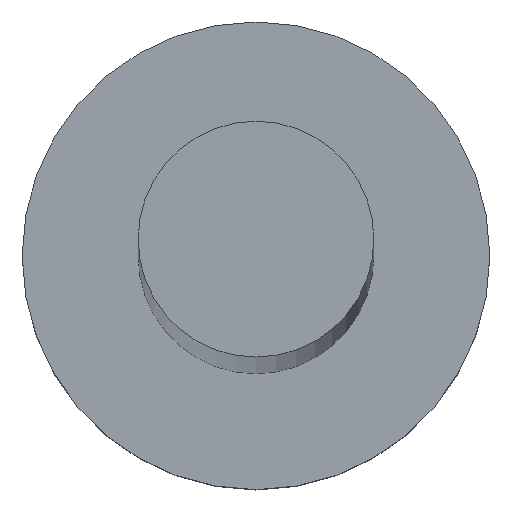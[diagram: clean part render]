
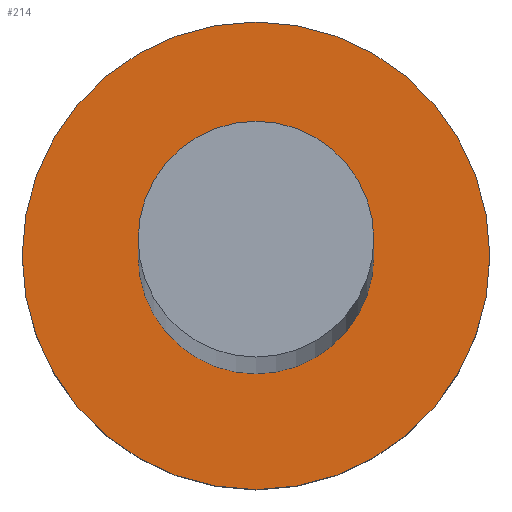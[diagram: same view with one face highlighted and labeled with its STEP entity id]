
A CAD part, top view. The second image highlights one B-rep face of the part: STEP entity #214.
In plain terms, the highlighted planar face has unit normal (0, 0, 1).
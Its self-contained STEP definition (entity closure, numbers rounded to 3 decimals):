
#5 = CARTESIAN_POINT ( 'NONE',  ( 6., 0., 5. ) ) ;
#8 = AXIS2_PLACEMENT_3D ( 'NONE', #102, #225, #10 ) ;
#9 = EDGE_LOOP ( 'NONE', ( #105, #27 ) ) ;
#10 = DIRECTION ( 'NONE',  ( 1., 0., 0. ) ) ;
#12 = EDGE_CURVE ( 'NONE', #204, #117, #61, .T. ) ;
#13 = EDGE_LOOP ( 'NONE', ( #246, #153 ) ) ;
#17 = EDGE_CURVE ( 'NONE', #117, #204, #184, .T. ) ;
#20 = AXIS2_PLACEMENT_3D ( 'NONE', #85, #81, #68 ) ;
#27 = ORIENTED_EDGE ( 'NONE', *, *, #32, .F. ) ;
#32 = EDGE_CURVE ( 'NONE', #84, #82, #210, .T. ) ;
#60 = CARTESIAN_POINT ( 'NONE',  ( 0., 0., 5. ) ) ;
#61 = CIRCLE ( 'NONE', #146, 6. ) ;
#68 = DIRECTION ( 'NONE',  ( 1., 0., 0. ) ) ;
#81 = DIRECTION ( 'NONE',  ( 0., 0., 1. ) ) ;
#82 = VERTEX_POINT ( 'NONE', #249 ) ;
#84 = VERTEX_POINT ( 'NONE', #182 ) ;
#85 = CARTESIAN_POINT ( 'NONE',  ( 0., 0., 5. ) ) ;
#86 = DIRECTION ( 'NONE',  ( 1., 0., 0. ) ) ;
#100 = DIRECTION ( 'NONE',  ( 1., 0., 0. ) ) ;
#102 = CARTESIAN_POINT ( 'NONE',  ( 0., 0., 5. ) ) ;
#105 = ORIENTED_EDGE ( 'NONE', *, *, #152, .F. ) ;
#106 = DIRECTION ( 'NONE',  ( 0., 0., 1. ) ) ;
#117 = VERTEX_POINT ( 'NONE', #206 ) ;
#136 = DIRECTION ( 'NONE',  ( 0., 0., 1. ) ) ;
#137 = FACE_OUTER_BOUND ( 'NONE', #13, .T. ) ;
#142 = DIRECTION ( 'NONE',  ( 1., 0., 0. ) ) ;
#146 = AXIS2_PLACEMENT_3D ( 'NONE', #60, #157, #100 ) ;
#152 = EDGE_CURVE ( 'NONE', #82, #84, #236, .T. ) ;
#153 = ORIENTED_EDGE ( 'NONE', *, *, #12, .T. ) ;
#154 = PLANE ( 'NONE',  #20 ) ;
#157 = DIRECTION ( 'NONE',  ( 0., 0., 1. ) ) ;
#166 = CARTESIAN_POINT ( 'NONE',  ( 0., 0., 5. ) ) ;
#182 = CARTESIAN_POINT ( 'NONE',  ( 3.025, 0., 5. ) ) ;
#184 = CIRCLE ( 'NONE', #234, 6. ) ;
#201 = CARTESIAN_POINT ( 'NONE',  ( 0., 0., 5. ) ) ;
#204 = VERTEX_POINT ( 'NONE', #5 ) ;
#206 = CARTESIAN_POINT ( 'NONE',  ( -6., 0., 5. ) ) ;
#210 = CIRCLE ( 'NONE', #213, 3.025 ) ;
#213 = AXIS2_PLACEMENT_3D ( 'NONE', #166, #106, #142 ) ;
#214 = ADVANCED_FACE ( 'NONE', ( #247, #137 ), #154, .T. ) ;
#225 = DIRECTION ( 'NONE',  ( 0., 0., 1. ) ) ;
#234 = AXIS2_PLACEMENT_3D ( 'NONE', #201, #136, #86 ) ;
#236 = CIRCLE ( 'NONE', #8, 3.025 ) ;
#246 = ORIENTED_EDGE ( 'NONE', *, *, #17, .T. ) ;
#247 = FACE_BOUND ( 'NONE', #9, .T. ) ;
#249 = CARTESIAN_POINT ( 'NONE',  ( -3.025, 0., 5. ) ) ;
